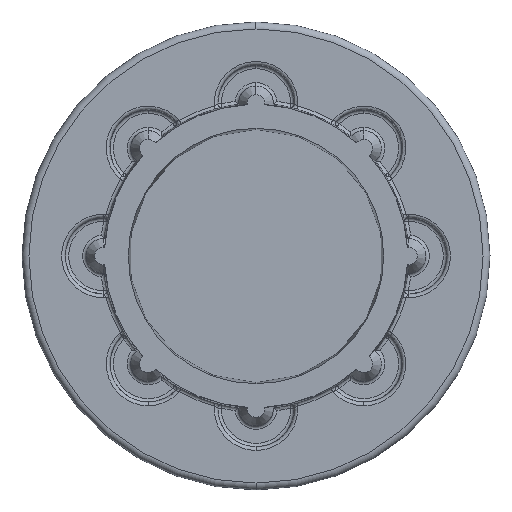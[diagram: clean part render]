
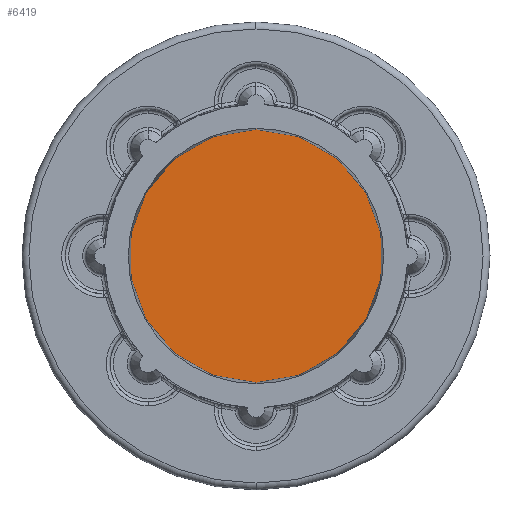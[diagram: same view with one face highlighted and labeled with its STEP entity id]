
A CAD part, left-side view. The second image highlights one B-rep face of the part: STEP entity #6419.
In plain terms, the highlighted planar face has unit normal (-1, 0, 0).
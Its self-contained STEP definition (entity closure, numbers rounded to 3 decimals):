
#358 = DIRECTION ( 'NONE',  ( 0., 0., -1. ) ) ;
#471 = EDGE_LOOP ( 'NONE', ( #1326, #1406 ) ) ;
#714 = DIRECTION ( 'NONE',  ( 0., 0., -1. ) ) ;
#1326 = ORIENTED_EDGE ( 'NONE', *, *, #3776, .F. ) ;
#1406 = ORIENTED_EDGE ( 'NONE', *, *, #5862, .F. ) ;
#2070 = CARTESIAN_POINT ( 'NONE',  ( 20.4, 0., 0. ) ) ;
#2112 = VERTEX_POINT ( 'NONE', #5868 ) ;
#2140 = DIRECTION ( 'NONE',  ( 1., 0., 0. ) ) ;
#2198 = VERTEX_POINT ( 'NONE', #5565 ) ;
#2302 = CARTESIAN_POINT ( 'NONE',  ( 20.4, 0., 0. ) ) ;
#2699 = CIRCLE ( 'NONE', #4179, 3.65 ) ;
#2856 = CIRCLE ( 'NONE', #6102, 3.65 ) ;
#3776 = EDGE_CURVE ( 'NONE', #2198, #2112, #2699, .T. ) ;
#3912 = AXIS2_PLACEMENT_3D ( 'NONE', #6240, #5789, #6273 ) ;
#4089 = FACE_OUTER_BOUND ( 'NONE', #471, .T. ) ;
#4179 = AXIS2_PLACEMENT_3D ( 'NONE', #2070, #2140, #714 ) ;
#4829 = DIRECTION ( 'NONE',  ( 1., 0., 0. ) ) ;
#5565 = CARTESIAN_POINT ( 'NONE',  ( 20.4, 0., 3.65 ) ) ;
#5789 = DIRECTION ( 'NONE',  ( -1., 0., 0. ) ) ;
#5851 = PLANE ( 'NONE',  #3912 ) ;
#5862 = EDGE_CURVE ( 'NONE', #2112, #2198, #2856, .T. ) ;
#5868 = CARTESIAN_POINT ( 'NONE',  ( 20.4, 0., -3.65 ) ) ;
#6102 = AXIS2_PLACEMENT_3D ( 'NONE', #2302, #4829, #358 ) ;
#6240 = CARTESIAN_POINT ( 'NONE',  ( 20.4, 101.1, 0. ) ) ;
#6273 = DIRECTION ( 'NONE',  ( 0., 0., 1. ) ) ;
#6419 = ADVANCED_FACE ( 'NONE', ( #4089 ), #5851, .T. ) ;
